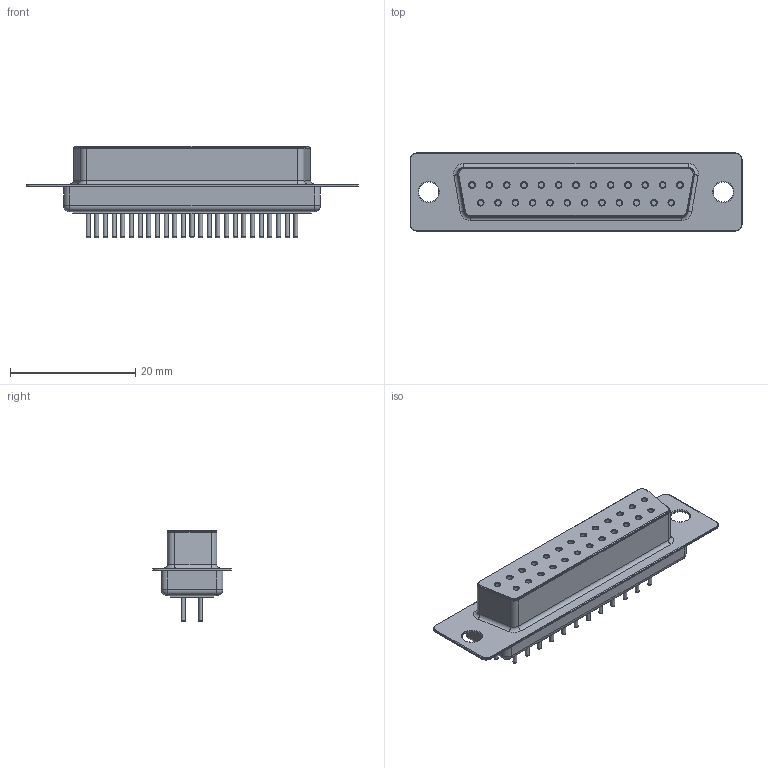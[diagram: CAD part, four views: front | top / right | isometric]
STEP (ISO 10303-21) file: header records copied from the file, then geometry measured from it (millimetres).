
FILE_DESCRIPTION(/* description */ ('model of DSUB-25_Female_Vertical_P2.77x2.84mm_MountingHoles'),/* implementation_level */ '2;1');
FILE_NAME(/* name */ 'DSUB-25_Female_Vertical_P2.77x2.84mm_MountingHoles.step',/* time_stamp */ '2020-01-10T18:13:59',/* author */ ('kicad StepUp','ksu'),/* organization */ ('FreeCAD'),/* preprocessor_version */ 'OCC',/* originating_system */ 'kicad StepUp',/* authorisation */ '');
FILE_SCHEMA(('AUTOMOTIVE_DESIGN { 1 0 10303 214 1 1 1 1 }'));
Length unit declared in the file: millimetre
Products named in the file (1): DSUB-25_Female_Vertical_P2.77x2.84mm_MountingHoles
Bounding box: 53.1 x 12.5 x 14.7 mm (x, y, z)
Volume: 3637.1 mm3; surface area: 3296.2 mm2
Topology: 1 solids, 1 shells, 231 faces, 492 edges, 290 vertices
Faces by surface type: cylinder 88, plane 65, torus 41, cone 33, sphere 4
Full cylindrical faces by diameter (mm): 0.64 x25, 0.853 x25, 3.2 x2
Entity records: 7927 total; most frequent: DIRECTION 1231, CARTESIAN_POINT 1010, ORIENTED_EDGE 976, AXIS2_PLACEMENT_3D 511, EDGE_CURVE 488, FACE_BOUND 314, EDGE_LOOP 314, VERTEX_POINT 290
